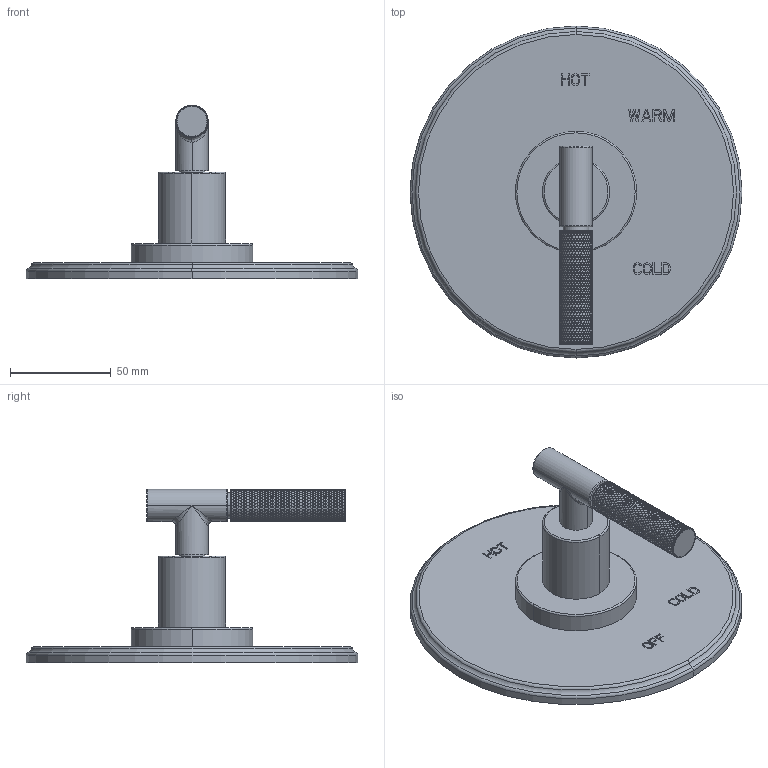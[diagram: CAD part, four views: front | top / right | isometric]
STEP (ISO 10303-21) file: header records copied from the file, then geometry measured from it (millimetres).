
FILE_DESCRIPTION((''),'2;1');
FILE_NAME('4-3294BP','2021-09-20T16:23:30',('jinson.thomas'),(''),'CREO PARAMETRIC BY PTC INC, 2018400','CREO PARAMETRIC BY PTC INC, 2018400','');
FILE_SCHEMA(('CONFIG_CONTROL_DESIGN'));
Products named in the file (1): 4-3294BP
Bounding box: 165.1 x 165.1 x 86.21 mm (x, y, z)
Volume: 247768.5 mm3; surface area: 58558 mm2
Topology: 1 solids, 1 shells, 7936 faces, 16469 edges, 8563 vertices
Faces by surface type: bspline 6076, cylinder 1504, plane 338, torus 18
Entity records: 311544 total; most frequent: CARTESIAN_POINT 196659, ORIENTED_EDGE 32938, EDGE_CURVE 16469, B_SPLINE_CURVE_WITH_KNOTS 15060, VERTEX_POINT 8563, EDGE_LOOP 7964, FACE_OUTER_BOUND 7936, ADVANCED_FACE 7936
